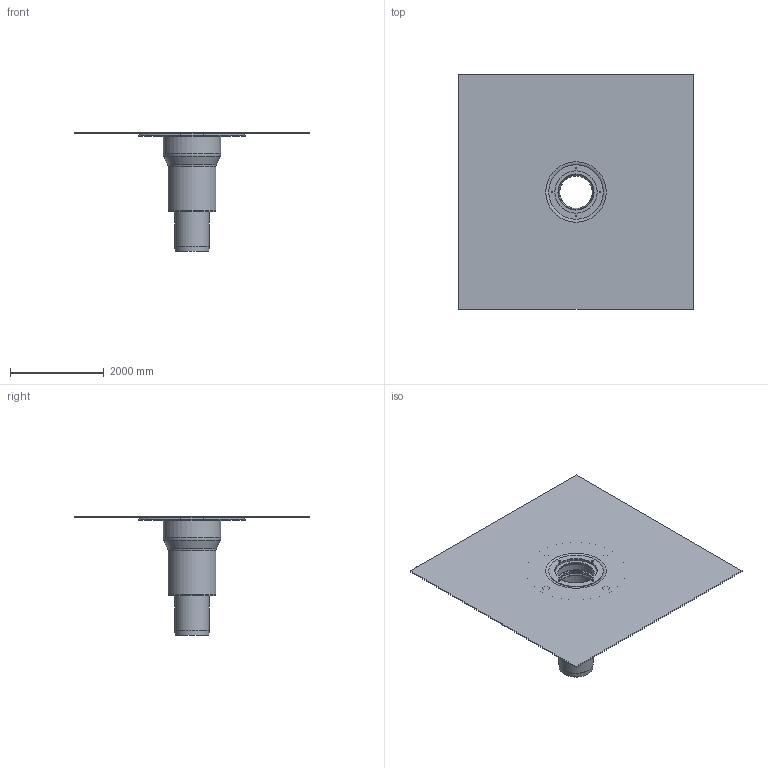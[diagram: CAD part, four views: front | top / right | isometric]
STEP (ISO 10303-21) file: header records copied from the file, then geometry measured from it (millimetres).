
FILE_DESCRIPTION(/* description */ (''),/* implementation_level */ '2;1');
FILE_NAME(/* name */ '15283.070X_3D.stp',/* time_stamp */ '2024-12-11T14:56:24+01:00',/* author */ ('CAD'),/* organization */ (''),/* preprocessor_version */ 'ST-DEVELOPER v20',/* originating_system */ 'AutoCAD Mechanical',/* authorisation */ '');
FILE_SCHEMA (('AUTOMOTIVE_DESIGN { 1 0 10303 214 3 1 1 }'));
Length unit declared in the file: centimetre
Products named in the file (2): Product; *S0
Assembly tree (1 placements, depth 2):
  Product
    *S0
Bounding box: 5000 x 5000 x 2520.01 mm (x, y, z)
Volume: 1397426599.9 mm3; surface area: 95398089.3 mm2
Topology: 8 solids, 9 shells, 170 faces, 406 edges, 255 vertices
Faces by surface type: torus 70, cone 44, cylinder 29, plane 27
Full cylindrical faces by diameter (mm): 20 x4, 105 x1, 698 x1, 698.07 x1, 730 x2, 730.007 x1, 730.073 x1, 763 x1, 770 x2, 795 x2, 810 x1, 814 x1, 885 x1, 901 x1, 905 x1, 965 x1, 980 x2, 1020 x2, 1180 x2, 1220 x1
Entity records: 5369 total; most frequent: DIRECTION 1041, CARTESIAN_POINT 1030, ORIENTED_EDGE 812, AXIS2_PLACEMENT_3D 478, EDGE_CURVE 406, CIRCLE 305, VERTEX_POINT 255, EDGE_LOOP 207
